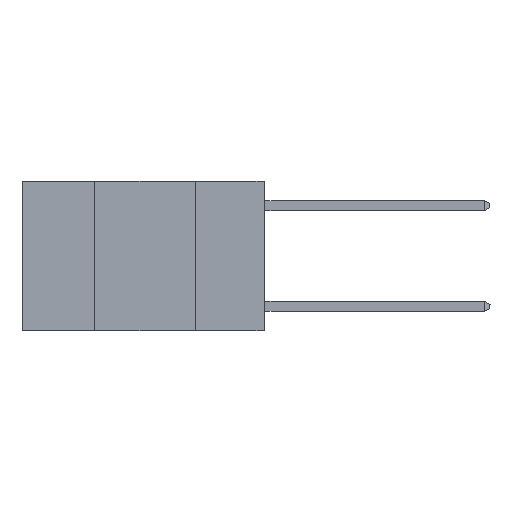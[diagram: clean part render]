
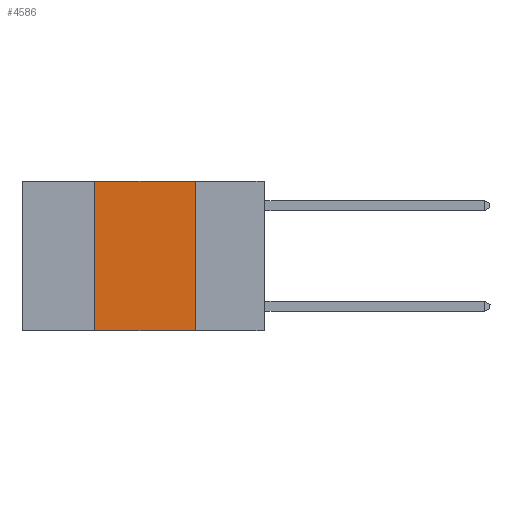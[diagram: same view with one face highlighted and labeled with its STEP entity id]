
A CAD part, left-side view. The second image highlights one B-rep face of the part: STEP entity #4586.
In plain terms, the highlighted planar face has unit normal (-1, 0, 0).
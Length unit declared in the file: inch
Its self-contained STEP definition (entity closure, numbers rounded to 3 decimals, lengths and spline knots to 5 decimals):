
#169 = CARTESIAN_POINT ( 'NONE',  ( 0., 0.17, 0. ) ) ;
#508 = DIRECTION ( 'NONE',  ( 1., 0., 0. ) ) ;
#992 = VECTOR ( 'NONE', #2897, 39.37008 ) ;
#1113 = VECTOR ( 'NONE', #4749, 39.37008 ) ;
#1415 = LINE ( 'NONE', #7914, #7995 ) ;
#2152 = DIRECTION ( 'NONE',  ( 0., -1., 0. ) ) ;
#2159 = LINE ( 'NONE', #5783, #4645 ) ;
#2229 = CARTESIAN_POINT ( 'NONE',  ( 0., 0.17, 0. ) ) ;
#2615 = VERTEX_POINT ( 'NONE', #9591 ) ;
#2897 = DIRECTION ( 'NONE',  ( 0., 0., 1. ) ) ;
#3202 = VERTEX_POINT ( 'NONE', #9952 ) ;
#3419 = FACE_OUTER_BOUND ( 'NONE', #4840, .T. ) ;
#3836 = LINE ( 'NONE', #169, #1113 ) ;
#4162 = ORIENTED_EDGE ( 'NONE', *, *, #4991, .F. ) ;
#4586 = ADVANCED_FACE ( 'NONE', ( #3419 ), #9419, .F. ) ;
#4645 = VECTOR ( 'NONE', #2152, 39.37008 ) ;
#4749 = DIRECTION ( 'NONE',  ( 0., 0., -1. ) ) ;
#4771 = EDGE_CURVE ( 'NONE', #6451, #3202, #1415, .T. ) ;
#4840 = EDGE_LOOP ( 'NONE', ( #7846, #11309, #4162, #8862 ) ) ;
#4991 = EDGE_CURVE ( 'NONE', #6451, #2615, #10427, .T. ) ;
#5241 = CARTESIAN_POINT ( 'NONE',  ( 0., 0.42, -0.37 ) ) ;
#5600 = EDGE_CURVE ( 'NONE', #9413, #3202, #3836, .T. ) ;
#5783 = CARTESIAN_POINT ( 'NONE',  ( 0., 0.6, 0. ) ) ;
#6243 = DIRECTION ( 'NONE',  ( 0., -1., 0. ) ) ;
#6451 = VERTEX_POINT ( 'NONE', #5241 ) ;
#6845 = DIRECTION ( 'NONE',  ( 0., 0., -1. ) ) ;
#7760 = AXIS2_PLACEMENT_3D ( 'NONE', #11098, #508, #6845 ) ;
#7846 = ORIENTED_EDGE ( 'NONE', *, *, #5600, .F. ) ;
#7914 = CARTESIAN_POINT ( 'NONE',  ( 0., 0.6, -0.37 ) ) ;
#7995 = VECTOR ( 'NONE', #6243, 39.37008 ) ;
#8862 = ORIENTED_EDGE ( 'NONE', *, *, #4771, .T. ) ;
#9354 = EDGE_CURVE ( 'NONE', #2615, #9413, #2159, .T. ) ;
#9413 = VERTEX_POINT ( 'NONE', #2229 ) ;
#9419 = PLANE ( 'NONE',  #7760 ) ;
#9591 = CARTESIAN_POINT ( 'NONE',  ( 0., 0.42, 0. ) ) ;
#9952 = CARTESIAN_POINT ( 'NONE',  ( 0., 0.17, -0.37 ) ) ;
#9961 = CARTESIAN_POINT ( 'NONE',  ( 0., 0.42, 0. ) ) ;
#10427 = LINE ( 'NONE', #9961, #992 ) ;
#11098 = CARTESIAN_POINT ( 'NONE',  ( 0., 0.6, 0. ) ) ;
#11309 = ORIENTED_EDGE ( 'NONE', *, *, #9354, .F. ) ;
